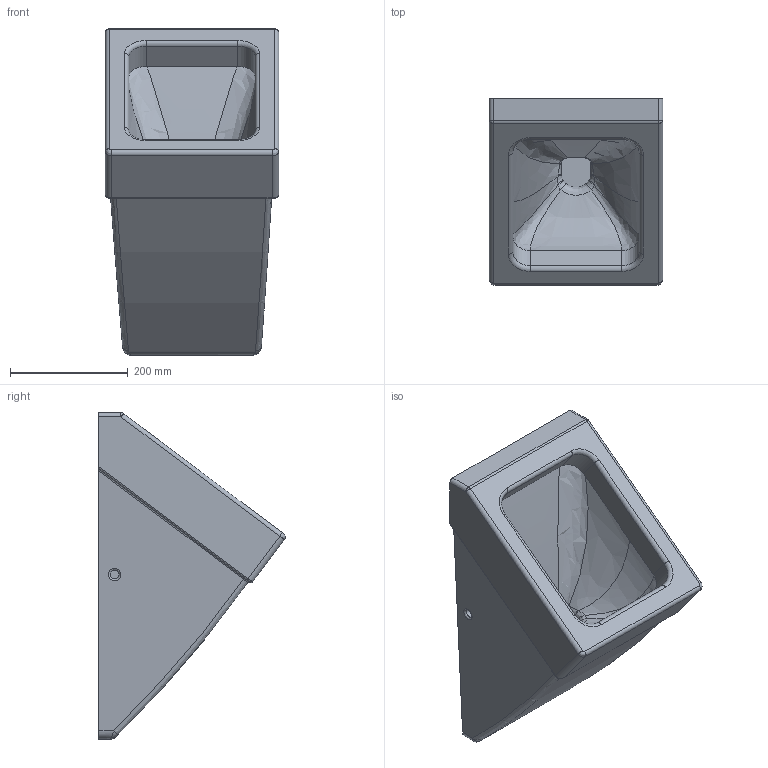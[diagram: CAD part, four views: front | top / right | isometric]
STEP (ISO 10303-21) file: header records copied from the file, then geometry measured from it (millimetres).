
FILE_DESCRIPTION((''),'2;1');
FILE_NAME('280032.stp','2008-12-31T09:31:04',('Huebner'),(''),'Autodesk Inventor 11','Autodesk Inventor 11','');
FILE_SCHEMA(('AUTOMOTIVE_DESIGN { 1 0 10303 214 1 1 1 1 }'));
Length unit declared in the file: millimetre
Products named in the file (2): 280032
Assembly tree (1 placements, depth 2):
  280032
    280032
Bounding box: 295 x 317.19 x 555 mm (x, y, z)
Volume: 16164142.8 mm3; surface area: 775519.3 mm2
Topology: 1 solids, 1 shells, 201 faces, 489 edges, 298 vertices
Faces by surface type: cylinder 75, plane 59, bspline 55, torus 10, sphere 2
Full cylindrical faces by diameter (mm): 15 x2, 26.113 x1, 35 x1, 41.784 x1, 50 x1
Entity records: 9936 total; most frequent: CARTESIAN_POINT 5401, ORIENTED_EDGE 954, DIRECTION 903, EDGE_CURVE 477, AXIS2_PLACEMENT_3D 349, VERTEX_POINT 296, EDGE_LOOP 219, VECTOR 205
